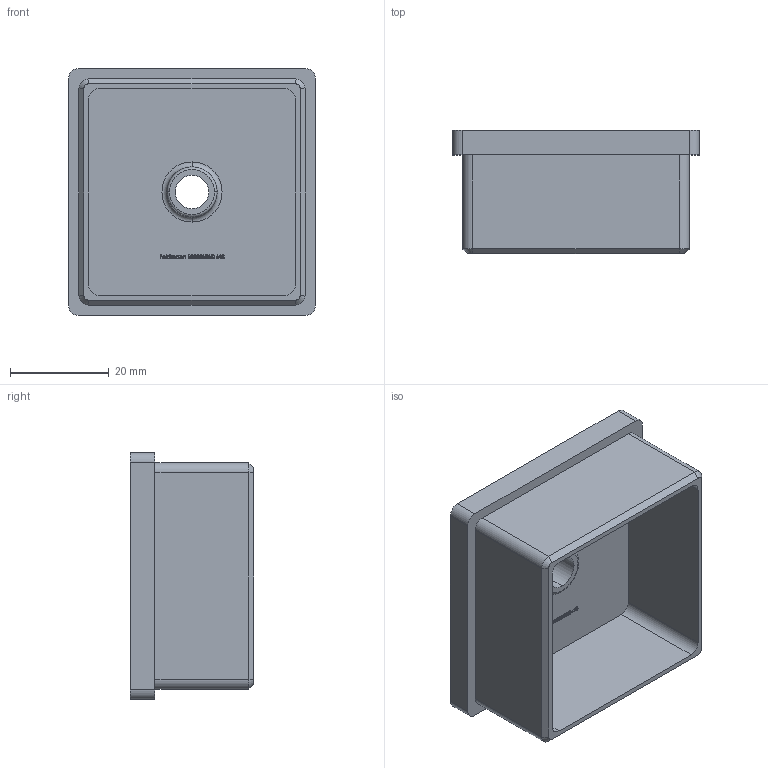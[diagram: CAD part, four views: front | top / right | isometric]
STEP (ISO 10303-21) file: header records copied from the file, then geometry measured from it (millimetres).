
FILE_DESCRIPTION (( 'STEP AP203' ), '1' );
FILE_NAME ('100035050-M8.step', '2018-12-19T09:24:45', ( '' ), ( '' ), 'SwSTEP 2.0', 'SolidWorks 2015', '' );
FILE_SCHEMA (( 'CONFIG_CONTROL_DESIGN' ));
Length unit declared in the file: millimetre
Products named in the file (1): 100035050-M8
Bounding box: 50 x 25 x 50 mm (x, y, z)
Volume: 19303 mm3; surface area: 12855 mm2
Topology: 1 solids, 1 shells, 309 faces, 810 edges, 536 vertices
Faces by surface type: plane 143, bspline 140, cylinder 14, cone 8, torus 4
Entity records: 17889 total; most frequent: CARTESIAN_POINT 11108, ORIENTED_EDGE 1620, DIRECTION 918, EDGE_CURVE 810, VERTEX_POINT 536, VECTOR 482, LINE 482, EDGE_LOOP 344
